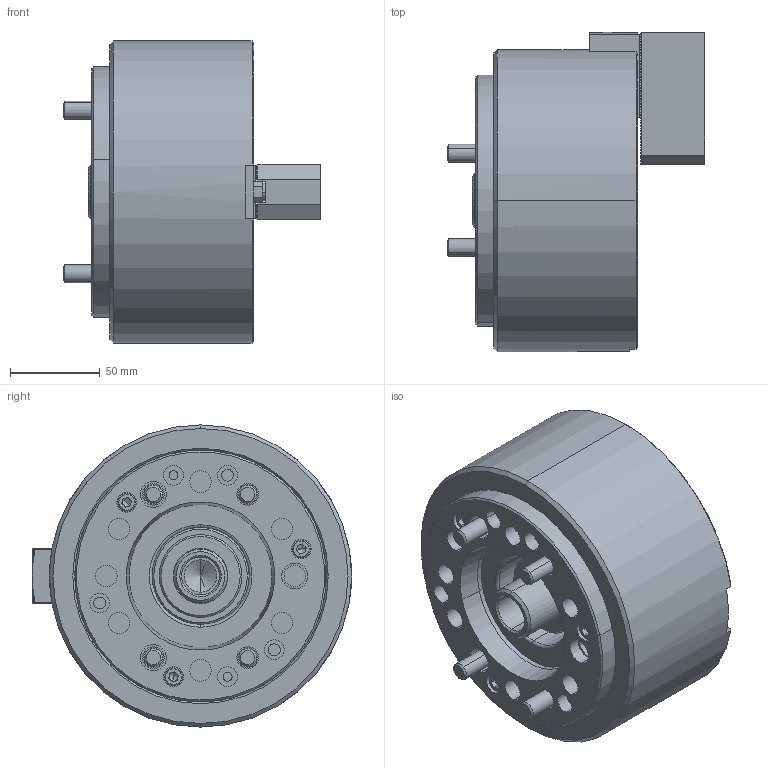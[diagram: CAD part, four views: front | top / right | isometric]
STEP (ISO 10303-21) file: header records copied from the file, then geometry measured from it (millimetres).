
FILE_DESCRIPTION (( 'STEP AP203' ), '1' );
FILE_NAME ('CF-1L-06A5.STEP', '2021-08-31T06:26:28', ( '' ), ( '' ), 'SwSTEP 2.0', 'SolidWorks 2016', '' );
FILE_SCHEMA (( 'CONFIG_CONTROL_DESIGN' ));
Length unit declared in the file: millimetre
Products named in the file (16): 圓頭內六角螺栓_M6x16; CF-1L-06-08000; CF-1L-06A5; 圓頭內六角螺栓_M5x10; 半圓頭六角孔螺栓_M5x10; CF-1L-06-01000; CF-3H-206-04000(T型塊); CF-1L-06-02000; SJ-06; CF-1L-06-03010; 圓頭內六角螺栓_M10x25; CF-1L-06-05000; 圓頭內六角螺栓_M10x95; CF-1L-06-06000; CF-3H-06-11000-A5法蘭; CF-1L-06-07000
Assembly tree (23 placements, depth 2):
  CF-1L-06A5
    CF-1L-06-01000
    CF-1L-06-02000
    CF-1L-06-03010
    CF-1L-06-05000
    CF-1L-06-06000
    CF-1L-06-07000
    CF-1L-06-08000
    圓頭內六角螺栓_M5x10
    半圓頭六角孔螺栓_M5x10  x3
    CF-3H-206-04000(T型塊)
    SJ-06
    圓頭內六角螺栓_M10x25  x2
    圓頭內六角螺栓_M10x95  x4
    CF-3H-06-11000-A5法蘭
    圓頭內六角螺栓_M6x16  x3
Bounding box: 143.3 x 177.47 x 168 mm (x, y, z)
Volume: 1822573.9 mm3; surface area: 261052.1 mm2
Topology: 23 solids, 23 shells, 1388 faces, 3666 edges, 2336 vertices
Faces by surface type: plane 787, cylinder 437, cone 156, torus 8
Entity records: 38712 total; most frequent: CARTESIAN_POINT 7464, ORIENTED_EDGE 6320, DIRECTION 5848, EDGE_CURVE 3160, LINE 2224, VECTOR 2224, VERTEX_POINT 2072, AXIS2_PLACEMENT_3D 1812
